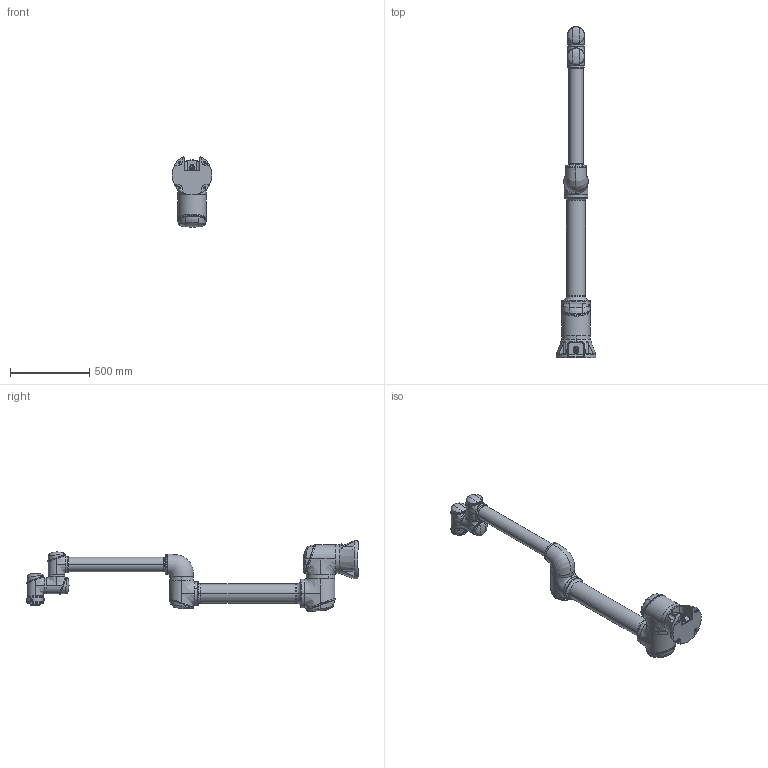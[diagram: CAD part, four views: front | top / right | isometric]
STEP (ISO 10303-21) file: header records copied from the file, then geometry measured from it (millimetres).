
FILE_DESCRIPTION (( 'STEP AP214' ), '1' );
FILE_NAME ('GCR25-1800-V01.STEP', '2023-04-20T08:58:25', ( 'Windows User' ), ( 'P R C' ), 'SwSTEP 2.0', 'SolidWorks 2017', '' );
FILE_SCHEMA (( 'AUTOMOTIVE_DESIGN' ));
Length unit declared in the file: millimetre
Products named in the file (8): GCR25_LINK4; GCR25-1800-V01; GCR25_LINK2; GCR25_LINK1; GCR25_Base; GCR25_Tool; GCR25_LINK5; GCR25_LINK3
Assembly tree (7 placements, depth 2):
  GCR25-1800-V01
    GCR25_Base
    GCR25_LINK1
    GCR25_LINK2
    GCR25_LINK3
    GCR25_LINK4
    GCR25_LINK5
    GCR25_Tool
Bounding box: 252 x 2092.47 x 442.77 mm (x, y, z)
Surface area: 1781267 mm2 (no closed solid volume)
Topology: 0 solids, 63 shells, 812 faces, 2852 edges, 2056 vertices
Faces by surface type: plane 236, cylinder 227, bspline 191, cone 86, torus 70, sphere 2
Entity records: 87880 total; most frequent: CARTESIAN_POINT 56854, ORIENTED_EDGE 4463, DIRECTION 3886, EDGE_CURVE 2826, VERTEX_POINT 2056, AXIS2_PLACEMENT_3D 1458, B_SPLINE_CURVE_WITH_KNOTS 978, LINE 970
